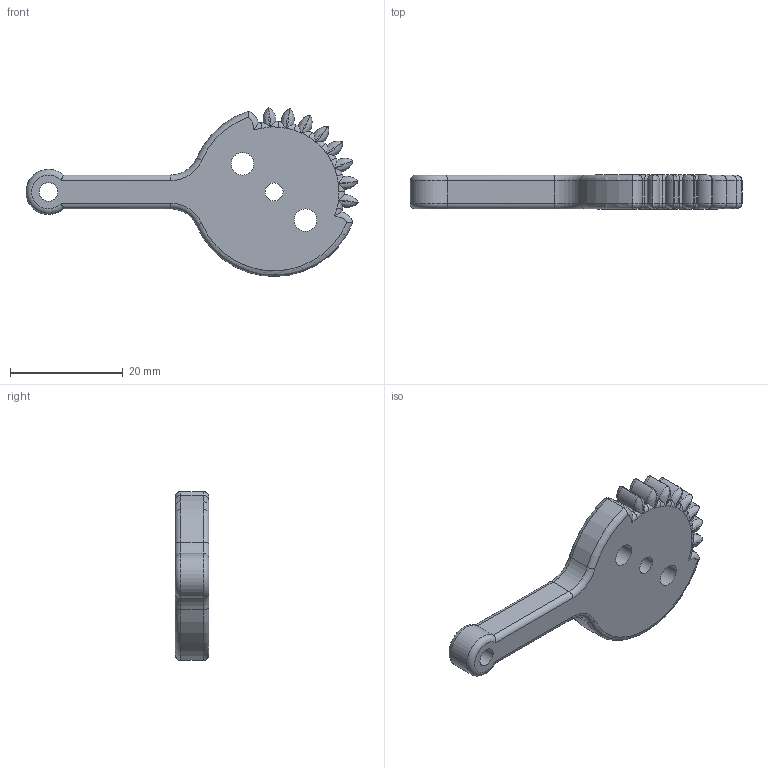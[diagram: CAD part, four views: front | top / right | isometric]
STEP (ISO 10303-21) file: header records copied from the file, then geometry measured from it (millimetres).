
FILE_DESCRIPTION(/* description */ (''),/* implementation_level */ '2;1');
FILE_NAME(/* name */ 'Servo Gear B v3.step',/* time_stamp */ '2019-03-05T07:37:28-06:00',/* author */ (''),/* organization */ (''),/* preprocessor_version */ 'ST-DEVELOPER v17.2',/* originating_system */ 'Autodesk Translation Framework v7.6.0.251',/* authorisation */ '');
FILE_SCHEMA (('AUTOMOTIVE_DESIGN { 1 0 10303 214 3 1 1 }'));
Length unit declared in the file: millimetre
Products named in the file (1): Servo Gear B
Bounding box: 58.88 x 6 x 29.97 mm (x, y, z)
Volume: 4782.8 mm3; surface area: 2803 mm2
Topology: 1 solids, 1 shells, 159 faces, 405 edges, 248 vertices
Faces by surface type: bspline 54, cylinder 48, plane 29, torus 28
Full cylindrical faces by diameter (mm): 3.2 x1, 3.3 x1, 4 x2
Entity records: 11141 total; most frequent: CARTESIAN_POINT 7719, ORIENTED_EDGE 810, DIRECTION 547, EDGE_CURVE 405, VERTEX_POINT 248, AXIS2_PLACEMENT_3D 200, EDGE_LOOP 167, B_SPLINE_CURVE_WITH_KNOTS 164
